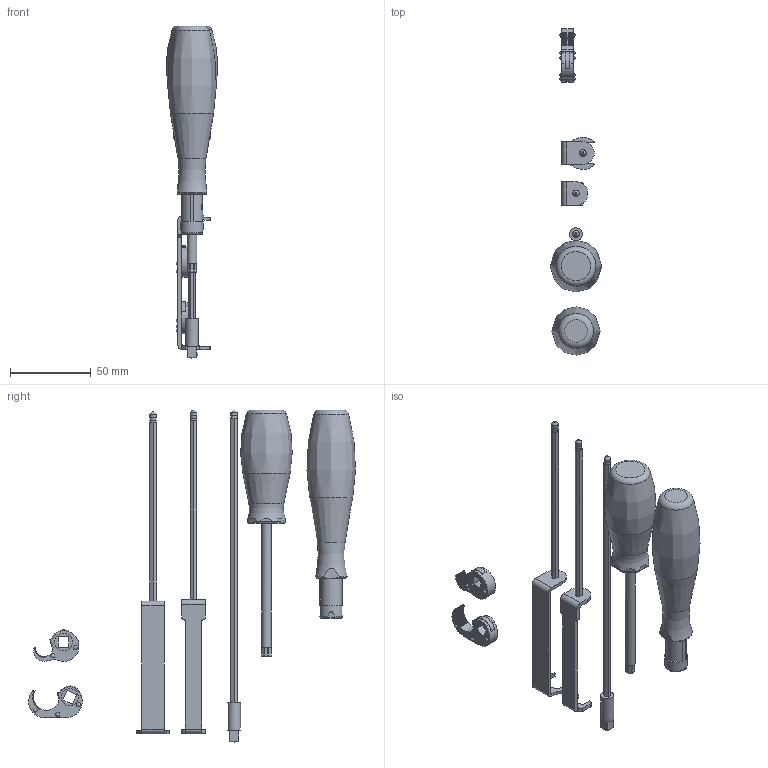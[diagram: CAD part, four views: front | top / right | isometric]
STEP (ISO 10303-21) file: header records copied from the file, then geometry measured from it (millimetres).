
FILE_DESCRIPTION(/* description */ (''),/* implementation_level */ '2;1');
FILE_NAME(/* name */ '5019564___Schraubendreher_part_116322_stp.stp',/* time_stamp */ '2016-09-09T09:27:05+02:00',/* author */ (''),/* organization */ (''),/* preprocessor_version */ 'ST-DEVELOPER v16',/* originating_system */ 'SIEMENS PLM Software NX 10.0',/* authorisation */ '');
FILE_SCHEMA (('AUTOMOTIVE_DESIGN { 1 0 10303 214 3 1 1 1 }'));
Length unit declared in the file: millimetre
Products named in the file (1): 5019564___Schraubendreher_part_116322_stp
Bounding box: 31.85 x 201.85 x 205 mm (x, y, z)
Volume: 108502.6 mm3; surface area: 35892 mm2
Topology: 7 solids, 7 shells, 370 faces, 1004 edges, 655 vertices
Faces by surface type: plane 242, cylinder 97, cone 12, sphere 12, torus 5, bspline 2
Full cylindrical faces by diameter (mm): 3.5 x2, 4 x5, 6 x1, 6.2 x1, 8 x1, 8.7 x1, 10.5 x2, 10.942 x2, 14 x1
Entity records: 11425 total; most frequent: CARTESIAN_POINT 2284, DIRECTION 1883, ORIENTED_EDGE 1850, EDGE_CURVE 925, AXIS2_PLACEMENT_3D 633, VERTEX_POINT 626, LINE 617, VECTOR 617
